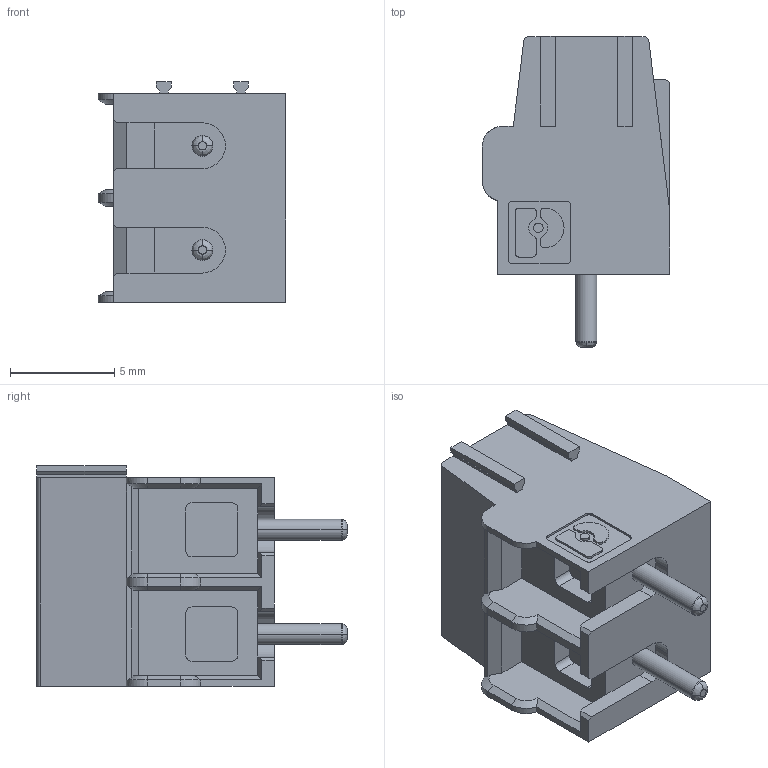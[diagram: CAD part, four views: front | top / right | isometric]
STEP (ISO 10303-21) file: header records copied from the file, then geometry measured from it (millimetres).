
FILE_DESCRIPTION(('STEP AP214'),'1');
FILE_NAME(' ',' ',('TraceParts'),('TraceParts S.A.'),'XStep 1.0',' ',' ');
FILE_SCHEMA(('automotive_design'));
Length unit declared in the file: millimetre
Products named in the file (1): pt_1.5-2-5.0-h|pt_1.5-2-5.0-h;pt_1.5-2-5.0-h
Bounding box: 9 x 14.9 x 10.57 mm (x, y, z)
Volume: 707.3 mm3; surface area: 818.6 mm2
Topology: 1 solids, 1 shells, 243 faces, 643 edges, 418 vertices
Faces by surface type: bspline 243
Entity records: 19625 total; most frequent: CARTESIAN_POINT 6927, STYLED_ITEM 1305, PRESENTATION_STYLE_ASSIGNMENT 1305, COLOUR_RGB 1305, ORIENTED_EDGE 1286, DIRECTION 811, EDGE_CURVE 643, CURVE_STYLE 643
